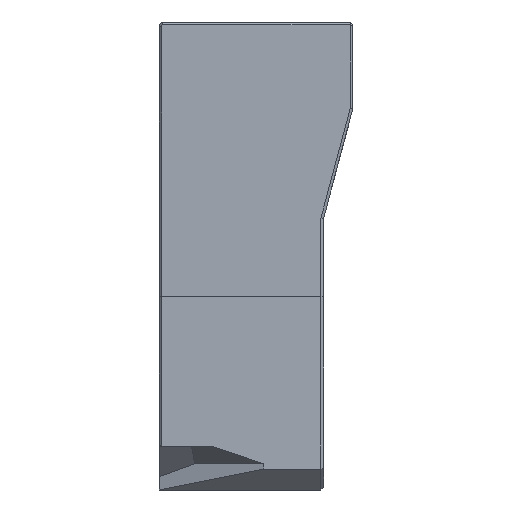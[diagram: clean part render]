
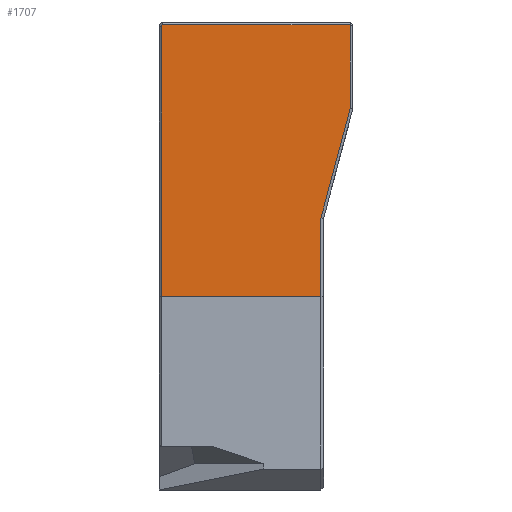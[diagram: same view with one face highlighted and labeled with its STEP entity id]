
A CAD part, front view. The second image highlights one B-rep face of the part: STEP entity #1707.
In plain terms, the highlighted planar face has unit normal (0, -1, 0).
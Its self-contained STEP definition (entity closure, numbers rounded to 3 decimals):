
#175 = CARTESIAN_POINT ( 'NONE',  ( -3.178, -15.756, 53.143 ) ) ;
#214 = LINE ( 'NONE', #6702, #6311 ) ;
#273 = DIRECTION ( 'NONE',  ( 0.541, 0., 0.841 ) ) ;
#472 = LINE ( 'NONE', #1774, #6757 ) ;
#707 = EDGE_CURVE ( 'NONE', #2721, #1587, #3992, .T. ) ;
#884 = VECTOR ( 'NONE', #7312, 1000. ) ;
#1184 = LINE ( 'NONE', #2521, #4939 ) ;
#1199 = ORIENTED_EDGE ( 'NONE', *, *, #4563, .T. ) ;
#1307 = AXIS2_PLACEMENT_3D ( 'NONE', #1553, #2266, #6734 ) ;
#1533 = ORIENTED_EDGE ( 'NONE', *, *, #4159, .T. ) ;
#1553 = CARTESIAN_POINT ( 'NONE',  ( 52.16, -15.756, 51.775 ) ) ;
#1587 = VERTEX_POINT ( 'NONE', #7870 ) ;
#1615 = EDGE_CURVE ( 'NONE', #1777, #6583, #4681, .T. ) ;
#1707 = ADVANCED_FACE ( 'NONE', ( #2351 ), #2830, .F. ) ;
#1774 = CARTESIAN_POINT ( 'NONE',  ( 14.97, -15.756, 21.989 ) ) ;
#1777 = VERTEX_POINT ( 'NONE', #5039 ) ;
#1966 = VECTOR ( 'NONE', #6568, 1000. ) ;
#2266 = DIRECTION ( 'NONE',  ( 0., 1., 0. ) ) ;
#2351 = FACE_OUTER_BOUND ( 'NONE', #4266, .T. ) ;
#2521 = CARTESIAN_POINT ( 'NONE',  ( 18.332, -15.756, 53.143 ) ) ;
#2721 = VERTEX_POINT ( 'NONE', #7661 ) ;
#2830 = PLANE ( 'NONE',  #1307 ) ;
#2892 = VECTOR ( 'NONE', #6941, 1000. ) ;
#3040 = EDGE_CURVE ( 'NONE', #5393, #5391, #6139, .T. ) ;
#3317 = VERTEX_POINT ( 'NONE', #175 ) ;
#3431 = ORIENTED_EDGE ( 'NONE', *, *, #707, .T. ) ;
#3568 = CARTESIAN_POINT ( 'NONE',  ( -3.258, -15.756, 53.019 ) ) ;
#3772 = EDGE_CURVE ( 'NONE', #1777, #5391, #472, .T. ) ;
#3992 = LINE ( 'NONE', #7939, #884 ) ;
#4159 = EDGE_CURVE ( 'NONE', #6583, #2721, #214, .T. ) ;
#4229 = LINE ( 'NONE', #5987, #5982 ) ;
#4266 = EDGE_LOOP ( 'NONE', ( #5414, #7382, #5742, #1533, #3431, #1199, #4586 ) ) ;
#4563 = EDGE_CURVE ( 'NONE', #1587, #3317, #1184, .T. ) ;
#4586 = ORIENTED_EDGE ( 'NONE', *, *, #6453, .F. ) ;
#4681 = LINE ( 'NONE', #5264, #1966 ) ;
#4865 = CARTESIAN_POINT ( 'NONE',  ( -3.258, -15.756, 53.019 ) ) ;
#4939 = VECTOR ( 'NONE', #5838, 1000. ) ;
#5039 = CARTESIAN_POINT ( 'NONE',  ( 14.97, -15.756, 21.989 ) ) ;
#5264 = CARTESIAN_POINT ( 'NONE',  ( 14.97, -15.756, 21.989 ) ) ;
#5391 = VERTEX_POINT ( 'NONE', #6038 ) ;
#5393 = VERTEX_POINT ( 'NONE', #4865 ) ;
#5414 = ORIENTED_EDGE ( 'NONE', *, *, #3040, .T. ) ;
#5742 = ORIENTED_EDGE ( 'NONE', *, *, #1615, .T. ) ;
#5838 = DIRECTION ( 'NONE',  ( -1., 0., 0. ) ) ;
#5982 = VECTOR ( 'NONE', #273, 1000. ) ;
#5987 = CARTESIAN_POINT ( 'NONE',  ( -3.258, -15.756, 53.019 ) ) ;
#6038 = CARTESIAN_POINT ( 'NONE',  ( -3.258, -15.756, 21.989 ) ) ;
#6139 = LINE ( 'NONE', #3568, #2892 ) ;
#6311 = VECTOR ( 'NONE', #7291, 1000. ) ;
#6318 = CARTESIAN_POINT ( 'NONE',  ( 14.97, -15.756, 30.989 ) ) ;
#6453 = EDGE_CURVE ( 'NONE', #5393, #3317, #4229, .T. ) ;
#6568 = DIRECTION ( 'NONE',  ( 0., 0., 1. ) ) ;
#6583 = VERTEX_POINT ( 'NONE', #6318 ) ;
#6702 = CARTESIAN_POINT ( 'NONE',  ( 13.116, -15.756, 24.07 ) ) ;
#6734 = DIRECTION ( 'NONE',  ( 1., 0., 0. ) ) ;
#6757 = VECTOR ( 'NONE', #6846, 1000. ) ;
#6846 = DIRECTION ( 'NONE',  ( -1., 0., 0. ) ) ;
#6941 = DIRECTION ( 'NONE',  ( 0., 0., -1. ) ) ;
#7291 = DIRECTION ( 'NONE',  ( 0.259, 0., 0.966 ) ) ;
#7312 = DIRECTION ( 'NONE',  ( 0., 0., 1. ) ) ;
#7382 = ORIENTED_EDGE ( 'NONE', *, *, #3772, .F. ) ;
#7661 = CARTESIAN_POINT ( 'NONE',  ( 18.332, -15.756, 43.537 ) ) ;
#7870 = CARTESIAN_POINT ( 'NONE',  ( 18.332, -15.756, 53.143 ) ) ;
#7939 = CARTESIAN_POINT ( 'NONE',  ( 18.332, -15.756, 43.537 ) ) ;
